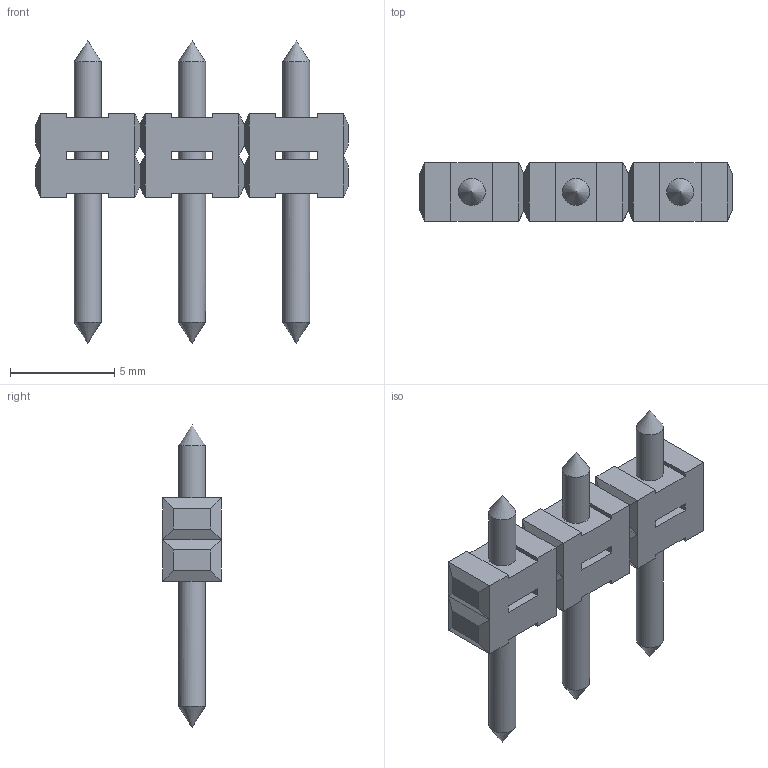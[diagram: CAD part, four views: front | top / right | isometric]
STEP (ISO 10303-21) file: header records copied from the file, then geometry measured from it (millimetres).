
FILE_DESCRIPTION(('STEP AP214'),'1');
FILE_NAME('PVSD03-5.stp','2018-11-21T09:55:22',(' '),(' '),'Spatial InterOp 3D',' ',' ');
FILE_SCHEMA(('AUTOMOTIVE_DESIGN { 1 0 10303 214 1 1 1 1 }'));
Length unit declared in the file: metre
Products named in the file (1): 1
Bounding box: 15 x 2.8 x 14.5 mm (x, y, z)
Volume: 188 mm3; surface area: 391.9 mm2
Topology: 1 solids, 1 shells, 115 faces, 293 edges, 176 vertices
Faces by surface type: plane 100, cylinder 9, cone 6
Full cylindrical faces by diameter (mm): 1.3 x9
Entity records: 4097 total; most frequent: CARTESIAN_POINT 540, ORIENTED_EDGE 520, DIRECTION 510, EDGE_CURVE 260, LINE 242, VECTOR 242, VERTEX_POINT 164, EDGE_LOOP 142
